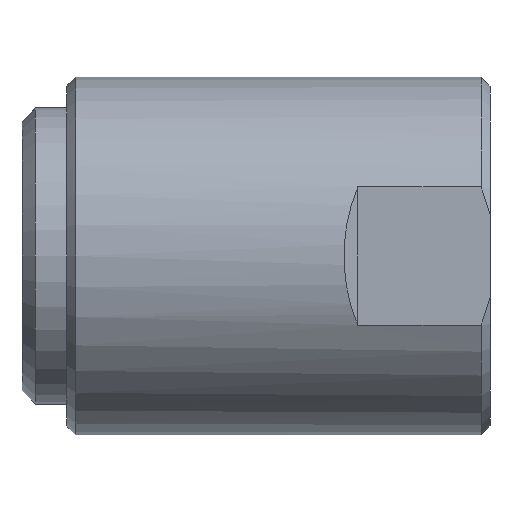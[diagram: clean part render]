
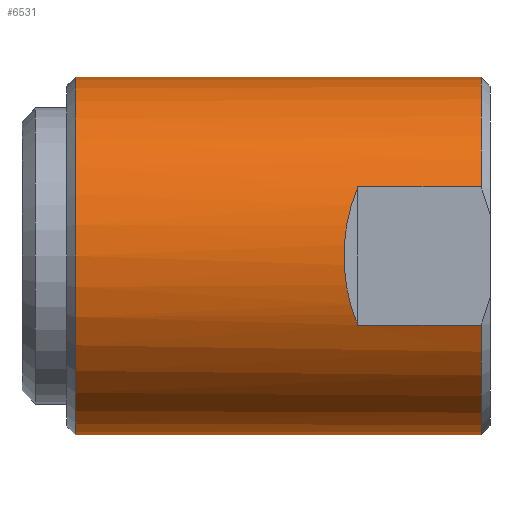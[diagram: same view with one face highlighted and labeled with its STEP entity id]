
A CAD part, front view. The second image highlights one B-rep face of the part: STEP entity #6531.
In plain terms, the highlighted cylindrical face has radius 10.306 mm (diameter 20.612 mm), a partial arc.
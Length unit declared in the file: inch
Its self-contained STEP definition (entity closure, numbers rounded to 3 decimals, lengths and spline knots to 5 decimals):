
#21 = CARTESIAN_POINT ( 'NONE',  ( 0.792, -0.37425, -0.15675 ) ) ;
#172 = VERTEX_POINT ( 'NONE', #1089 ) ;
#649 = EDGE_CURVE ( 'NONE', #8682, #9243, #6253, .T. ) ;
#1005 = EDGE_CURVE ( 'NONE', #172, #8682, #1256, .T. ) ;
#1089 = CARTESIAN_POINT ( 'NONE',  ( 0.792, -0.37425, 0.15675 ) ) ;
#1167 = EDGE_CURVE ( 'NONE', #9243, #9761, #4697, .T. ) ;
#1194 = ORIENTED_EDGE ( 'NONE', *, *, #649, .F. ) ;
#1199 = CARTESIAN_POINT ( 'NONE',  ( 0.512, -0.37425, -0.15675 ) ) ;
#1217 = VERTEX_POINT ( 'NONE', #2295 ) ;
#1256 = LINE ( 'NONE', #5403, #8366 ) ;
#1290 = CARTESIAN_POINT ( 'NONE',  ( 0.792, 0., 0. ) ) ;
#1336 = CARTESIAN_POINT ( 'NONE',  ( 0., 0., 0. ) ) ;
#1440 = AXIS2_PLACEMENT_3D ( 'NONE', #8286, #3966, #5589 ) ;
#1545 = CARTESIAN_POINT ( 'NONE',  ( 0., -0.37425, -0.15675 ) ) ;
#1713 = EDGE_CURVE ( 'NONE', #1217, #3134, #9215, .T. ) ;
#1833 = CARTESIAN_POINT ( 'NONE',  ( 0., 0., -0.40575 ) ) ;
#1883 = EDGE_CURVE ( 'NONE', #8269, #2562, #4277, .T. ) ;
#1893 = CARTESIAN_POINT ( 'NONE',  ( -0.1285, 0., 0.40575 ) ) ;
#1917 = CARTESIAN_POINT ( 'NONE',  ( 0., 0., 0.40575 ) ) ;
#1979 = ORIENTED_EDGE ( 'NONE', *, *, #10026, .T. ) ;
#2011 = ORIENTED_EDGE ( 'NONE', *, *, #1167, .F. ) ;
#2044 = DIRECTION ( 'NONE',  ( 0., 0., 1. ) ) ;
#2115 = CARTESIAN_POINT ( 'NONE',  ( 0.792, 0., 0.40575 ) ) ;
#2139 = FACE_OUTER_BOUND ( 'NONE', #3290, .T. ) ;
#2295 = CARTESIAN_POINT ( 'NONE',  ( 0.792, 0., -0.40575 ) ) ;
#2316 = AXIS2_PLACEMENT_3D ( 'NONE', #1336, #4608, #3280 ) ;
#2562 = VERTEX_POINT ( 'NONE', #1893 ) ;
#2600 = ORIENTED_EDGE ( 'NONE', *, *, #1713, .F. ) ;
#3134 = VERTEX_POINT ( 'NONE', #5261 ) ;
#3280 = DIRECTION ( 'NONE',  ( 0., 0., 1. ) ) ;
#3290 = EDGE_LOOP ( 'NONE', ( #2600, #1979, #2011, #1194, #9943, #4114, #9565, #7893 ) ) ;
#3423 = EDGE_CURVE ( 'NONE', #172, #8269, #8319, .T. ) ;
#3646 = CARTESIAN_POINT ( 'NONE',  ( 0.512, -0.37425, -0.15675 ) ) ;
#3966 = DIRECTION ( 'NONE',  ( -1., 0., 0. ) ) ;
#4114 = ORIENTED_EDGE ( 'NONE', *, *, #3423, .T. ) ;
#4191 = AXIS2_PLACEMENT_3D ( 'NONE', #7889, #6155, #9517 ) ;
#4277 = LINE ( 'NONE', #1917, #6304 ) ;
#4403 = CARTESIAN_POINT ( 'NONE',  ( 0.512, -0.37425, 0.15675 ) ) ;
#4608 = DIRECTION ( 'NONE',  ( -1., 0., 0. ) ) ;
#4697 = LINE ( 'NONE', #1545, #7849 ) ;
#4814 = DIRECTION ( 'NONE',  ( 1., 0., 0. ) ) ;
#5109 = DIRECTION ( 'NONE',  ( -1., 0., 0. ) ) ;
#5261 = CARTESIAN_POINT ( 'NONE',  ( -0.1285, 0., -0.40575 ) ) ;
#5274 = CARTESIAN_POINT ( 'NONE',  ( 0.46943, -0.41682, -0.0551 ) ) ;
#5403 = CARTESIAN_POINT ( 'NONE',  ( 0., -0.37425, 0.15675 ) ) ;
#5589 = DIRECTION ( 'NONE',  ( 0., 0., 1. ) ) ;
#6155 = DIRECTION ( 'NONE',  ( -1., 0., 0. ) ) ;
#6160 = DIRECTION ( 'NONE',  ( -1., 0., 0. ) ) ;
#6253 =( BOUNDED_CURVE ( )  B_SPLINE_CURVE ( 3, ( #4403, #7705, #5274, #3646 ),
 .UNSPECIFIED., .F., .F. ) 
 B_SPLINE_CURVE_WITH_KNOTS ( ( 4, 4 ),
 ( 5.88655, 6.67982 ),
 .UNSPECIFIED. ) 
 CURVE ( )  GEOMETRIC_REPRESENTATION_ITEM ( )  RATIONAL_B_SPLINE_CURVE ( ( 1., 0.948, 0.948, 1. ) ) 
 REPRESENTATION_ITEM ( '' )  );
#6304 = VECTOR ( 'NONE', #7583, 39.37008 ) ;
#6353 = CARTESIAN_POINT ( 'NONE',  ( 0.512, -0.37425, 0.15675 ) ) ;
#6531 = ADVANCED_FACE ( 'NONE', ( #2139 ), #8722, .T. ) ;
#7084 = EDGE_CURVE ( 'NONE', #3134, #2562, #10602, .T. ) ;
#7583 = DIRECTION ( 'NONE',  ( -1., 0., 0. ) ) ;
#7679 = VECTOR ( 'NONE', #5109, 39.37008 ) ;
#7705 = CARTESIAN_POINT ( 'NONE',  ( 0.46943, -0.41682, 0.0551 ) ) ;
#7813 = DIRECTION ( 'NONE',  ( -1., 0., 0. ) ) ;
#7849 = VECTOR ( 'NONE', #4814, 39.37008 ) ;
#7889 = CARTESIAN_POINT ( 'NONE',  ( -0.1285, 0., 0. ) ) ;
#7893 = ORIENTED_EDGE ( 'NONE', *, *, #7084, .F. ) ;
#8269 = VERTEX_POINT ( 'NONE', #2115 ) ;
#8286 = CARTESIAN_POINT ( 'NONE',  ( 0.792, 0., 0. ) ) ;
#8319 = CIRCLE ( 'NONE', #1440, 0.40575 ) ;
#8366 = VECTOR ( 'NONE', #6160, 39.37008 ) ;
#8682 = VERTEX_POINT ( 'NONE', #6353 ) ;
#8707 = CIRCLE ( 'NONE', #10282, 0.40575 ) ;
#8722 = CYLINDRICAL_SURFACE ( 'NONE', #2316, 0.40575 ) ;
#9215 = LINE ( 'NONE', #1833, #7679 ) ;
#9243 = VERTEX_POINT ( 'NONE', #1199 ) ;
#9517 = DIRECTION ( 'NONE',  ( 0., 0., 1. ) ) ;
#9565 = ORIENTED_EDGE ( 'NONE', *, *, #1883, .T. ) ;
#9761 = VERTEX_POINT ( 'NONE', #21 ) ;
#9943 = ORIENTED_EDGE ( 'NONE', *, *, #1005, .F. ) ;
#10026 = EDGE_CURVE ( 'NONE', #1217, #9761, #8707, .T. ) ;
#10282 = AXIS2_PLACEMENT_3D ( 'NONE', #1290, #7813, #2044 ) ;
#10602 = CIRCLE ( 'NONE', #4191, 0.40575 ) ;
